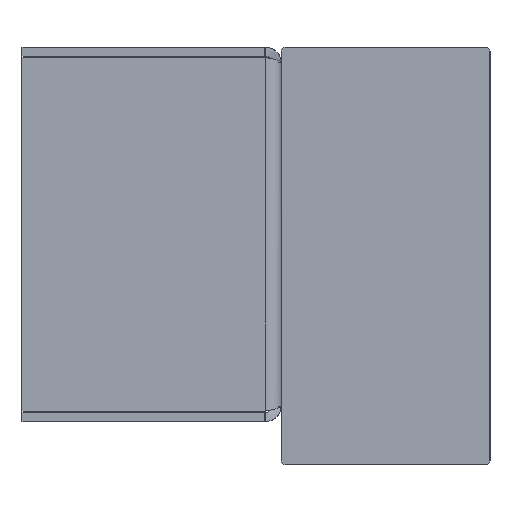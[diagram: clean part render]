
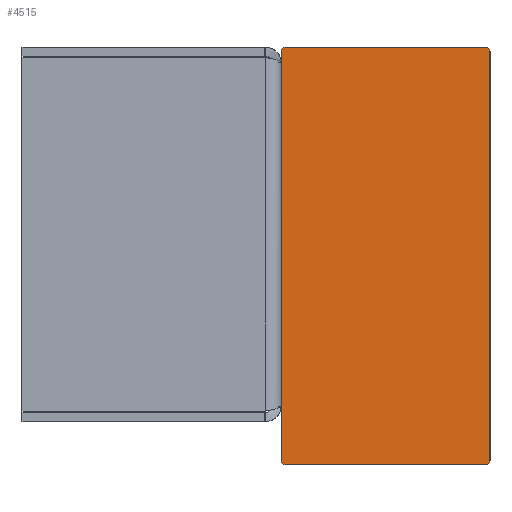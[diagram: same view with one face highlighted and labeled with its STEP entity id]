
A CAD part, front view. The second image highlights one B-rep face of the part: STEP entity #4515.
In plain terms, the highlighted planar face has unit normal (0, -1, 0).
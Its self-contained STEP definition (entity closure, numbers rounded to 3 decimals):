
#4045=B_SPLINE_CURVE_WITH_KNOTS('',1,(#15343,#15344),.UNSPECIFIED.,.F.,
 .F.,(2,2),(-53.,0.),.UNSPECIFIED.);
#4046=B_SPLINE_CURVE_WITH_KNOTS('',1,(#15348,#15349),.UNSPECIFIED.,.F.,
 .F.,(2,2),(-26.,0.),.UNSPECIFIED.);
#4047=B_SPLINE_CURVE_WITH_KNOTS('',1,(#15353,#15354),.UNSPECIFIED.,.F.,
 .F.,(2,2),(-53.,0.),.UNSPECIFIED.);
#4048=B_SPLINE_CURVE_WITH_KNOTS('',1,(#15358,#15359),.UNSPECIFIED.,.F.,
 .F.,(2,2),(-26.,0.),.UNSPECIFIED.);
#4515=ADVANCED_FACE('',(#4763),#9163,.T.);
#4763=FACE_OUTER_BOUND('',#5029,.T.);
#5029=EDGE_LOOP('',(#6327,#6328,#6329,#6330,#6331,#6332,#6333,#6334));
#6327=ORIENTED_EDGE('',*,*,#7468,.F.);
#6328=ORIENTED_EDGE('',*,*,#7469,.F.);
#6329=ORIENTED_EDGE('',*,*,#7470,.F.);
#6330=ORIENTED_EDGE('',*,*,#7471,.F.);
#6331=ORIENTED_EDGE('',*,*,#7472,.F.);
#6332=ORIENTED_EDGE('',*,*,#7473,.F.);
#6333=ORIENTED_EDGE('',*,*,#7474,.F.);
#6334=ORIENTED_EDGE('',*,*,#7467,.F.);
#7467=EDGE_CURVE('',#8994,#8995,#4045,.T.);
#7468=EDGE_CURVE('',#8996,#8994,#7950,.T.);
#7469=EDGE_CURVE('',#8997,#8996,#4046,.T.);
#7470=EDGE_CURVE('',#8998,#8997,#7951,.T.);
#7471=EDGE_CURVE('',#8999,#8998,#4047,.T.);
#7472=EDGE_CURVE('',#9000,#8999,#7952,.T.);
#7473=EDGE_CURVE('',#9001,#9000,#4048,.T.);
#7474=EDGE_CURVE('',#8995,#9001,#7953,.T.);
#7950=(
BOUNDED_CURVE()
B_SPLINE_CURVE(2,(#15345,#15346,#15347),.UNSPECIFIED.,.F.,.F.)
B_SPLINE_CURVE_WITH_KNOTS((3,3),(-0.785,0.),.UNSPECIFIED.)
CURVE()
GEOMETRIC_REPRESENTATION_ITEM()
RATIONAL_B_SPLINE_CURVE((1.,0.707,1.))
REPRESENTATION_ITEM('')
);
#7951=(
BOUNDED_CURVE()
B_SPLINE_CURVE(2,(#15350,#15351,#15352),.UNSPECIFIED.,.F.,.F.)
B_SPLINE_CURVE_WITH_KNOTS((3,3),(-0.785,0.),.UNSPECIFIED.)
CURVE()
GEOMETRIC_REPRESENTATION_ITEM()
RATIONAL_B_SPLINE_CURVE((1.,0.707,1.))
REPRESENTATION_ITEM('')
);
#7952=(
BOUNDED_CURVE()
B_SPLINE_CURVE(2,(#15355,#15356,#15357),.UNSPECIFIED.,.F.,.F.)
B_SPLINE_CURVE_WITH_KNOTS((3,3),(-0.785,0.),.UNSPECIFIED.)
CURVE()
GEOMETRIC_REPRESENTATION_ITEM()
RATIONAL_B_SPLINE_CURVE((1.,0.707,1.))
REPRESENTATION_ITEM('')
);
#7953=(
BOUNDED_CURVE()
B_SPLINE_CURVE(2,(#15360,#15361,#15362),.UNSPECIFIED.,.F.,.F.)
B_SPLINE_CURVE_WITH_KNOTS((3,3),(-0.785,0.),.UNSPECIFIED.)
CURVE()
GEOMETRIC_REPRESENTATION_ITEM()
RATIONAL_B_SPLINE_CURVE((1.,0.707,1.))
REPRESENTATION_ITEM('')
);
#8994=VERTEX_POINT('',#15335);
#8995=VERTEX_POINT('',#15336);
#8996=VERTEX_POINT('',#15337);
#8997=VERTEX_POINT('',#15338);
#8998=VERTEX_POINT('',#15339);
#8999=VERTEX_POINT('',#15340);
#9000=VERTEX_POINT('',#15341);
#9001=VERTEX_POINT('',#15342);
#9163=PLANE('',#9633);
#9633=AXIS2_PLACEMENT_3D('',#15334,#9905,$);
#9905=DIRECTION('',(0.,-1.,0.));
#15334=CARTESIAN_POINT('',(16.81,-150.,-33.01));
#15335=CARTESIAN_POINT('',(13.5,-150.,26.5));
#15336=CARTESIAN_POINT('',(13.5,-150.,-26.5));
#15337=CARTESIAN_POINT('',(13.,-150.,27.));
#15338=CARTESIAN_POINT('',(-13.,-150.,27.));
#15339=CARTESIAN_POINT('',(-13.5,-150.,26.5));
#15340=CARTESIAN_POINT('',(-13.5,-150.,-26.5));
#15341=CARTESIAN_POINT('',(-13.,-150.,-27.));
#15342=CARTESIAN_POINT('',(13.,-150.,-27.));
#15343=CARTESIAN_POINT('',(13.5,-150.,26.5));
#15344=CARTESIAN_POINT('',(13.5,-150.,-26.5));
#15345=CARTESIAN_POINT('',(13.,-150.,27.));
#15346=CARTESIAN_POINT('',(13.5,-150.,27.));
#15347=CARTESIAN_POINT('',(13.5,-150.,26.5));
#15348=CARTESIAN_POINT('',(-13.,-150.,27.));
#15349=CARTESIAN_POINT('',(13.,-150.,27.));
#15350=CARTESIAN_POINT('',(-13.5,-150.,26.5));
#15351=CARTESIAN_POINT('',(-13.5,-150.,27.));
#15352=CARTESIAN_POINT('',(-13.,-150.,27.));
#15353=CARTESIAN_POINT('',(-13.5,-150.,-26.5));
#15354=CARTESIAN_POINT('',(-13.5,-150.,26.5));
#15355=CARTESIAN_POINT('',(-13.,-150.,-27.));
#15356=CARTESIAN_POINT('',(-13.5,-150.,-27.));
#15357=CARTESIAN_POINT('',(-13.5,-150.,-26.5));
#15358=CARTESIAN_POINT('',(13.,-150.,-27.));
#15359=CARTESIAN_POINT('',(-13.,-150.,-27.));
#15360=CARTESIAN_POINT('',(13.5,-150.,-26.5));
#15361=CARTESIAN_POINT('',(13.5,-150.,-27.));
#15362=CARTESIAN_POINT('',(13.,-150.,-27.));
